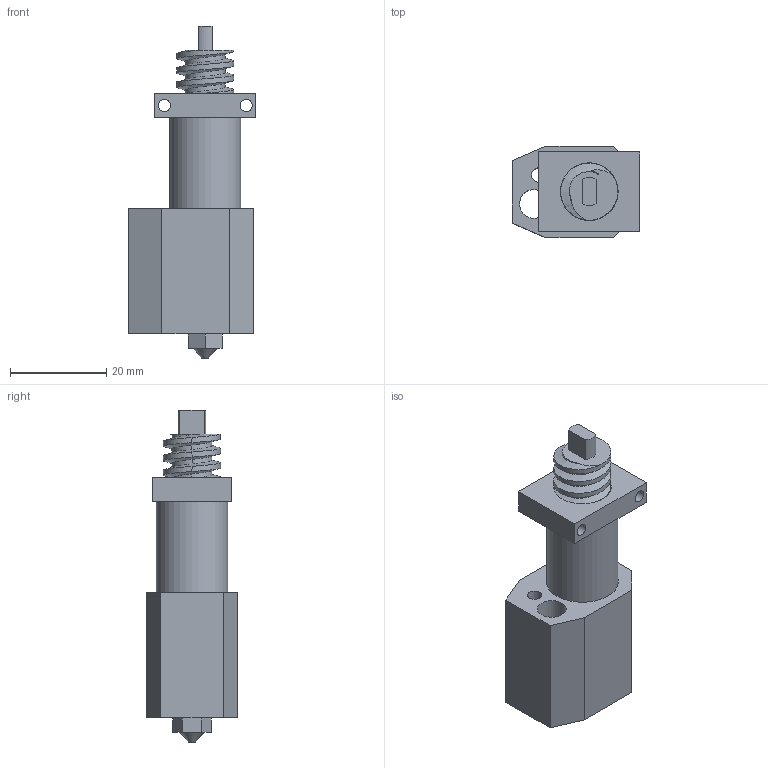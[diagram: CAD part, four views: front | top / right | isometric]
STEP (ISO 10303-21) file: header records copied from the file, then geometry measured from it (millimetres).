
FILE_DESCRIPTION(/* description */ ('','CAx-IF Rec.Pracs.---Representation and Presentation of Product Manufacturing Information (PMI)---4.0---2014-10-13'),/* implementation_level */ '2;1');
FILE_NAME(/* name */ 'Greenboy Hotend v1.step',/* time_stamp */ '2025-03-24T01:27:52-07:00',/* author */ (''),/* organization */ (''),/* preprocessor_version */ 'ST-DEVELOPER v20',/* originating_system */ 'Autodesk Translation Framework v13.20.0.188',/* authorisation */ '');
FILE_SCHEMA (('AP242_MANAGED_MODEL_BASED_3D_ENGINEERING_MIM_LF { 1 0 10303 442 1 1 4 }'));
Length unit declared in the file: millimetre
Products named in the file (2): Greenboy Hotend; v6-style nozzle
Assembly tree (1 placements, depth 2):
  Greenboy Hotend
    v6-style nozzle
Bounding box: 26.5 x 19 x 69 mm (x, y, z)
Volume: 15117.9 mm3; surface area: 13836.8 mm2
Topology: 4 solids, 4 shells, 110 faces, 287 edges, 191 vertices
Faces by surface type: cylinder 70, plane 34, bspline 4, cone 2
Full cylindrical faces by diameter (mm): 0.4 x1, 1.75 x1, 2.529 x2, 3 x1, 4.744 x2, 5.884 x4, 6 x1, 8.318 x19, 11.882 x19, 12 x1, 14.85 x1, 15 x1
Entity records: 8908 total; most frequent: CARTESIAN_POINT 6333, ORIENTED_EDGE 574, DIRECTION 416, EDGE_CURVE 287, VERTEX_POINT 191, AXIS2_PLACEMENT_3D 144, EDGE_LOOP 128, LINE 128
